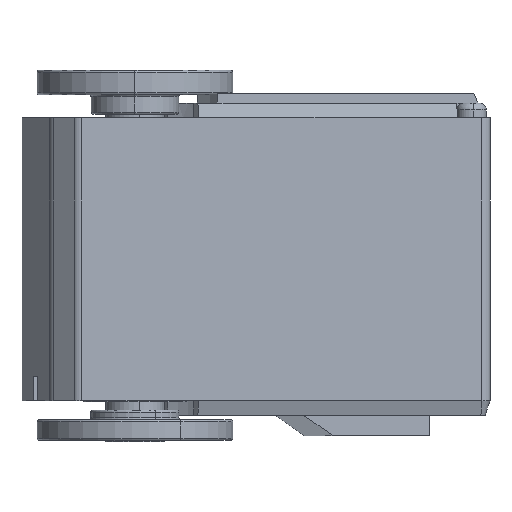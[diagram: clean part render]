
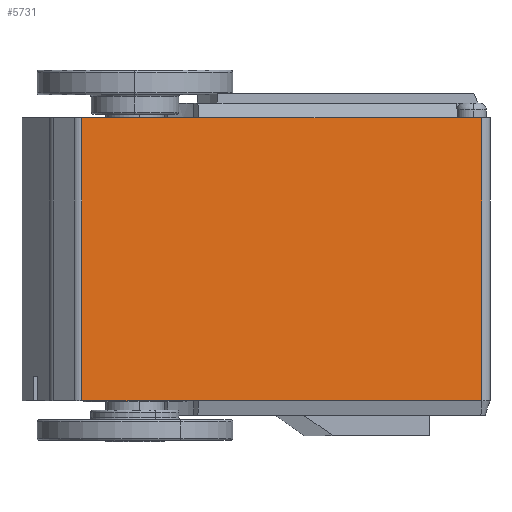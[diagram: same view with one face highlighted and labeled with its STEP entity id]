
A CAD part, left-side view. The second image highlights one B-rep face of the part: STEP entity #5731.
In plain terms, the highlighted face is planar.
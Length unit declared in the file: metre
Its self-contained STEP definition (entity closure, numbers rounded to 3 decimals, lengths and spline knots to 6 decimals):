
#219 = LINE ( 'NONE', #7326, #1767 ) ;
#319 = CARTESIAN_POINT ( 'NONE',  ( -0.012365, 0.019701, -0.0314 ) ) ;
#647 = FACE_OUTER_BOUND ( 'NONE', #7408, .T. ) ;
#756 = CARTESIAN_POINT ( 'NONE',  ( -0.012365, 0.019701, -0.0025 ) ) ;
#762 = ORIENTED_EDGE ( 'NONE', *, *, #2049, .T. ) ;
#865 = ORIENTED_EDGE ( 'NONE', *, *, #3566, .T. ) ;
#874 = DIRECTION ( 'NONE',  ( 0., 0., -1. ) ) ;
#950 = CARTESIAN_POINT ( 'NONE',  ( -0.012365, -0.022615, -0.0025 ) ) ;
#960 = CARTESIAN_POINT ( 'NONE',  ( -0.012365, 0.022615, -0.0025 ) ) ;
#979 = VERTEX_POINT ( 'NONE', #5660 ) ;
#1170 = DIRECTION ( 'NONE',  ( -1., 0., 0. ) ) ;
#1209 = VERTEX_POINT ( 'NONE', #8675 ) ;
#1234 = VECTOR ( 'NONE', #3813, 1. ) ;
#1534 = ORIENTED_EDGE ( 'NONE', *, *, #5119, .T. ) ;
#1708 = VECTOR ( 'NONE', #7913, 1. ) ;
#1767 = VECTOR ( 'NONE', #874, 1. ) ;
#1935 = PLANE ( 'NONE',  #5083 ) ;
#2028 = EDGE_CURVE ( 'NONE', #5628, #6177, #5912, .T. ) ;
#2049 = EDGE_CURVE ( 'NONE', #4936, #7798, #219, .T. ) ;
#2314 = LINE ( 'NONE', #950, #1234 ) ;
#2360 = ORIENTED_EDGE ( 'NONE', *, *, #7067, .F. ) ;
#2610 = VECTOR ( 'NONE', #3823, 1. ) ;
#2957 = DIRECTION ( 'NONE',  ( 0., 1., 0. ) ) ;
#3453 = CARTESIAN_POINT ( 'NONE',  ( -0.012365, -0.021615, -0.0025 ) ) ;
#3566 = EDGE_CURVE ( 'NONE', #1209, #5979, #6725, .T. ) ;
#3704 = CARTESIAN_POINT ( 'NONE',  ( -0.012365, 0.022615, -0.0025 ) ) ;
#3813 = DIRECTION ( 'NONE',  ( 0., -1., 0. ) ) ;
#3823 = DIRECTION ( 'NONE',  ( 0., -1., 0. ) ) ;
#4227 = LINE ( 'NONE', #5428, #1708 ) ;
#4295 = ORIENTED_EDGE ( 'NONE', *, *, #6530, .T. ) ;
#4398 = CARTESIAN_POINT ( 'NONE',  ( -0.012365, -0.021615, -0.035 ) ) ;
#4712 = CARTESIAN_POINT ( 'NONE',  ( -0.012365, 0.022615, -0.0314 ) ) ;
#4920 = DIRECTION ( 'NONE',  ( 0., -1., 0. ) ) ;
#4936 = VERTEX_POINT ( 'NONE', #756 ) ;
#5083 = AXIS2_PLACEMENT_3D ( 'NONE', #6249, #1170, #4920 ) ;
#5119 = EDGE_CURVE ( 'NONE', #7798, #979, #5275, .T. ) ;
#5275 = LINE ( 'NONE', #4712, #5559 ) ;
#5428 = CARTESIAN_POINT ( 'NONE',  ( -0.012365, -0.021615, -0.0314 ) ) ;
#5559 = VECTOR ( 'NONE', #6731, 1. ) ;
#5628 = VERTEX_POINT ( 'NONE', #6772 ) ;
#5660 = CARTESIAN_POINT ( 'NONE',  ( -0.012365, 0.00762, -0.0314 ) ) ;
#5731 = ADVANCED_FACE ( 'NONE', ( #647 ), #1935, .T. ) ;
#5859 = ORIENTED_EDGE ( 'NONE', *, *, #2028, .T. ) ;
#5912 = LINE ( 'NONE', #4398, #6117 ) ;
#5979 = VERTEX_POINT ( 'NONE', #9027 ) ;
#6117 = VECTOR ( 'NONE', #8790, 1. ) ;
#6177 = VERTEX_POINT ( 'NONE', #3453 ) ;
#6249 = CARTESIAN_POINT ( 'NONE',  ( -0.012365, 0.022615, -0.035 ) ) ;
#6530 = EDGE_CURVE ( 'NONE', #979, #5628, #4227, .T. ) ;
#6725 = LINE ( 'NONE', #3704, #6945 ) ;
#6731 = DIRECTION ( 'NONE',  ( 0., -1., 0. ) ) ;
#6772 = CARTESIAN_POINT ( 'NONE',  ( -0.012365, -0.021615, -0.0314 ) ) ;
#6945 = VECTOR ( 'NONE', #2957, 1. ) ;
#7067 = EDGE_CURVE ( 'NONE', #4936, #5979, #7407, .T. ) ;
#7326 = CARTESIAN_POINT ( 'NONE',  ( -0.012365, 0.019701, -0.035 ) ) ;
#7364 = EDGE_CURVE ( 'NONE', #1209, #6177, #2314, .T. ) ;
#7407 = LINE ( 'NONE', #960, #2610 ) ;
#7408 = EDGE_LOOP ( 'NONE', ( #1534, #4295, #5859, #8744, #865, #2360, #762 ) ) ;
#7798 = VERTEX_POINT ( 'NONE', #319 ) ;
#7913 = DIRECTION ( 'NONE',  ( 0., -1., 0. ) ) ;
#8675 = CARTESIAN_POINT ( 'NONE',  ( -0.012365, -0.019115, -0.0025 ) ) ;
#8744 = ORIENTED_EDGE ( 'NONE', *, *, #7364, .F. ) ;
#8790 = DIRECTION ( 'NONE',  ( 0., 0., 1. ) ) ;
#9027 = CARTESIAN_POINT ( 'NONE',  ( -0.012365, 0.007615, -0.0025 ) ) ;
